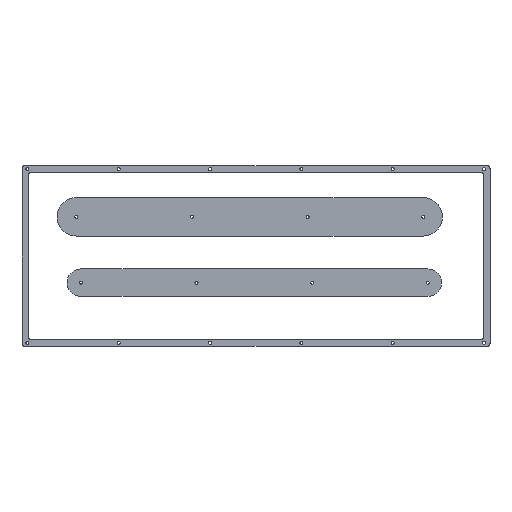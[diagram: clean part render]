
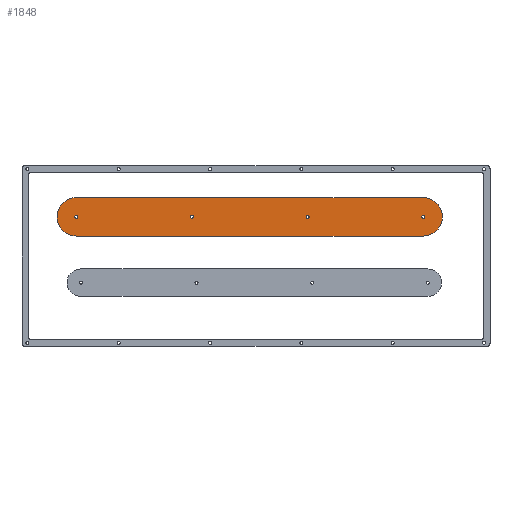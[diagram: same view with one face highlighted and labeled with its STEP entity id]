
A CAD part, top view. The second image highlights one B-rep face of the part: STEP entity #1848.
In plain terms, the highlighted planar face has unit normal (0, 0, 1).
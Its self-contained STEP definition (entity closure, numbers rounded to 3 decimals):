
#70=FACE_BOUND('',#343,.T.);
#71=FACE_BOUND('',#344,.T.);
#72=FACE_BOUND('',#345,.T.);
#73=FACE_BOUND('',#346,.T.);
#142=PLANE('',#2074);
#226=FACE_OUTER_BOUND('',#342,.T.);
#342=EDGE_LOOP('',(#1678,#1679,#1680,#1681));
#343=EDGE_LOOP('',(#1682));
#344=EDGE_LOOP('',(#1683));
#345=EDGE_LOOP('',(#1684));
#346=EDGE_LOOP('',(#1685));
#549=LINE('',#3055,#745);
#553=LINE('',#3065,#749);
#745=VECTOR('',#2523,10.);
#749=VECTOR('',#2535,10.);
#794=CIRCLE('',#2055,1.1);
#796=CIRCLE('',#2058,1.1);
#798=CIRCLE('',#2061,1.1);
#800=CIRCLE('',#2064,1.1);
#803=CIRCLE('',#2068,14.);
#805=CIRCLE('',#2072,14.);
#954=VERTEX_POINT('',#3019);
#956=VERTEX_POINT('',#3025);
#958=VERTEX_POINT('',#3031);
#960=VERTEX_POINT('',#3037);
#964=VERTEX_POINT('',#3046);
#965=VERTEX_POINT('',#3048);
#967=VERTEX_POINT('',#3054);
#969=VERTEX_POINT('',#3060);
#1190=EDGE_CURVE('',#954,#954,#794,.T.);
#1193=EDGE_CURVE('',#956,#956,#796,.T.);
#1196=EDGE_CURVE('',#958,#958,#798,.T.);
#1199=EDGE_CURVE('',#960,#960,#800,.T.);
#1204=EDGE_CURVE('',#965,#964,#803,.T.);
#1207=EDGE_CURVE('',#967,#965,#549,.T.);
#1210=EDGE_CURVE('',#969,#967,#805,.T.);
#1213=EDGE_CURVE('',#964,#969,#553,.T.);
#1678=ORIENTED_EDGE('',*,*,#1213,.T.);
#1679=ORIENTED_EDGE('',*,*,#1210,.T.);
#1680=ORIENTED_EDGE('',*,*,#1207,.T.);
#1681=ORIENTED_EDGE('',*,*,#1204,.T.);
#1682=ORIENTED_EDGE('',*,*,#1199,.T.);
#1683=ORIENTED_EDGE('',*,*,#1196,.T.);
#1684=ORIENTED_EDGE('',*,*,#1193,.T.);
#1685=ORIENTED_EDGE('',*,*,#1190,.T.);
#1848=ADVANCED_FACE('',(#226,#70,#71,#72,#73),#142,.T.);
#2055=AXIS2_PLACEMENT_3D('',#3020,#2486,#2487);
#2058=AXIS2_PLACEMENT_3D('',#3026,#2493,#2494);
#2061=AXIS2_PLACEMENT_3D('',#3032,#2500,#2501);
#2064=AXIS2_PLACEMENT_3D('',#3038,#2507,#2508);
#2068=AXIS2_PLACEMENT_3D('',#3049,#2517,#2518);
#2072=AXIS2_PLACEMENT_3D('',#3061,#2529,#2530);
#2074=AXIS2_PLACEMENT_3D('',#3066,#2536,#2537);
#2486=DIRECTION('center_axis',(0.,0.,-1.));
#2487=DIRECTION('ref_axis',(-1.,0.,0.));
#2493=DIRECTION('center_axis',(0.,0.,-1.));
#2494=DIRECTION('ref_axis',(-1.,0.,0.));
#2500=DIRECTION('center_axis',(0.,0.,-1.));
#2501=DIRECTION('ref_axis',(-1.,0.,0.));
#2507=DIRECTION('center_axis',(0.,0.,-1.));
#2508=DIRECTION('ref_axis',(-1.,0.,0.));
#2517=DIRECTION('center_axis',(0.,0.,1.));
#2518=DIRECTION('ref_axis',(0.,1.,0.));
#2523=DIRECTION('',(-1.,0.,0.));
#2529=DIRECTION('center_axis',(0.,0.,1.));
#2530=DIRECTION('ref_axis',(0.,-1.,0.));
#2535=DIRECTION('',(1.,0.,0.));
#2536=DIRECTION('center_axis',(0.,0.,1.));
#2537=DIRECTION('ref_axis',(1.,0.,0.));
#3019=CARTESIAN_POINT('',(78.606,-59.082,3.));
#3020=CARTESIAN_POINT('Origin',(77.506,-59.082,3.));
#3025=CARTESIAN_POINT('',(330.666,-59.169,3.));
#3026=CARTESIAN_POINT('Origin',(329.566,-59.169,3.));
#3031=CARTESIAN_POINT('',(246.666,-59.169,3.));
#3032=CARTESIAN_POINT('Origin',(245.566,-59.169,3.));
#3037=CARTESIAN_POINT('',(162.606,-59.082,3.));
#3038=CARTESIAN_POINT('Origin',(161.506,-59.082,3.));
#3046=CARTESIAN_POINT('',(77.506,-73.082,3.));
#3048=CARTESIAN_POINT('',(77.506,-45.082,3.));
#3049=CARTESIAN_POINT('Origin',(77.506,-59.082,3.));
#3054=CARTESIAN_POINT('',(329.566,-45.082,3.));
#3055=CARTESIAN_POINT('',(329.566,-45.082,3.));
#3060=CARTESIAN_POINT('',(329.566,-73.082,3.));
#3061=CARTESIAN_POINT('Origin',(329.566,-59.082,3.));
#3065=CARTESIAN_POINT('',(77.506,-73.082,3.));
#3066=CARTESIAN_POINT('Origin',(203.536,-59.082,3.));
